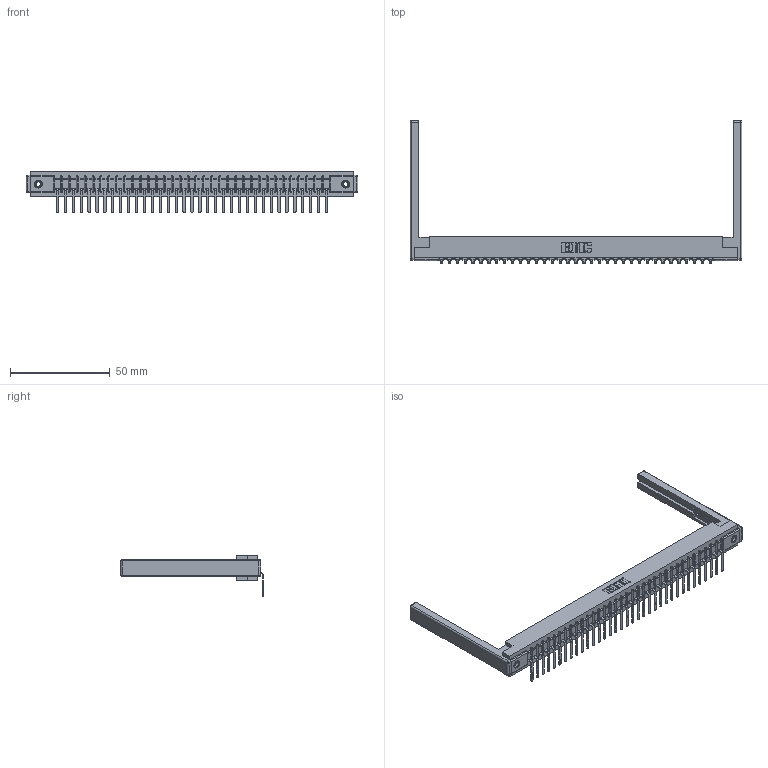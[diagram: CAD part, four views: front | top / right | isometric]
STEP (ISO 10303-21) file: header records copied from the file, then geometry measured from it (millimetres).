
FILE_DESCRIPTION (( 'STEP AP203' ), '1' );
FILE_NAME ('357-035-557-168.STEP', '2019-09-17T06:19:48', ( '' ), ( '' ), 'SwSTEP 2.0', 'SolidWorks 2016', '' );
FILE_SCHEMA (( 'CONFIG_CONTROL_DESIGN' ));
Length unit declared in the file: inch
Products named in the file (5): 307-220-068; 357-035-557-168; 307 Part_.156 Dia Mounting Holes; 307-290-002_557; 345-250-001_345-250-001-102
Assembly tree (40 placements, depth 2):
  357-035-557-168
    307 Part_.156 Dia Mounting Holes
    307-290-002_557  x35
    307-220-068  x2
    345-250-001_345-250-001-102  x2
Bounding box: 166.12 x 71.29 x 20.66 mm (x, y, z)
Volume: 22196.4 mm3; surface area: 26826.3 mm2
Topology: 40 solids, 40 shells, 3038 faces, 9253 edges, 6050 vertices
Faces by surface type: plane 1803, cylinder 1139, sphere 80, cone 12, torus 4
Entity records: 34481 total; most frequent: CARTESIAN_POINT 5781, ORIENTED_EDGE 5760, DIRECTION 5638, EDGE_CURVE 2880, LINE 2200, VECTOR 2200, VERTEX_POINT 1862, AXIS2_PLACEMENT_3D 1719
